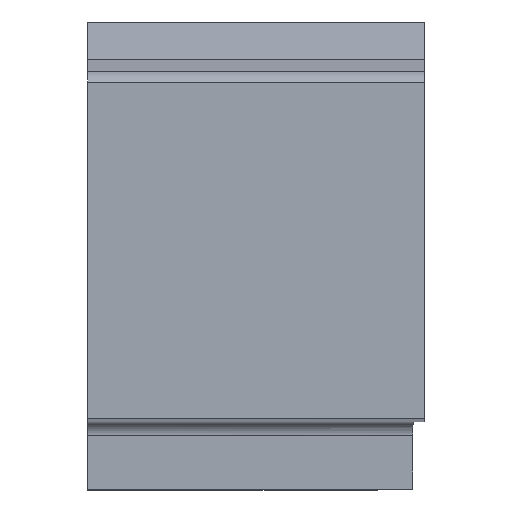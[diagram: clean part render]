
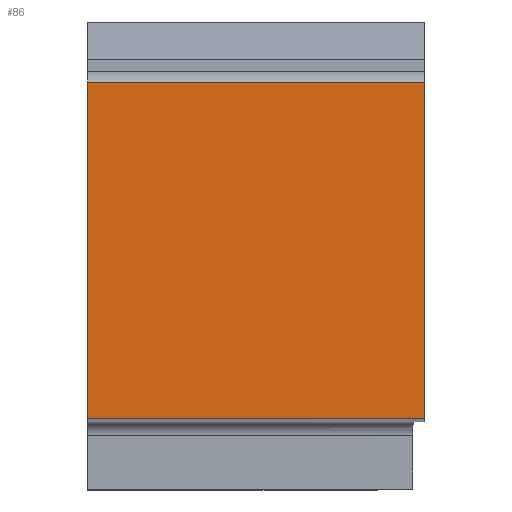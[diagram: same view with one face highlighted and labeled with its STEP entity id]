
A CAD part, top view. The second image highlights one B-rep face of the part: STEP entity #86.
In plain terms, the highlighted planar face has unit normal (0, 0, 1).
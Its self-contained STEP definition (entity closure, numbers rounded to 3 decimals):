
#86=ADVANCED_FACE('',(#157),#121,.F.);
#121=PLANE('',#998);
#157=FACE_OUTER_BOUND('',#203,.T.);
#203=EDGE_LOOP('',(#422,#423,#424,#425));
#422=ORIENTED_EDGE('',*,*,#700,.F.);
#423=ORIENTED_EDGE('',*,*,#698,.T.);
#424=ORIENTED_EDGE('',*,*,#703,.T.);
#425=ORIENTED_EDGE('',*,*,#602,.T.);
#519=VERTEX_POINT('',#1307);
#520=VERTEX_POINT('',#1309);
#595=VERTEX_POINT('',#1513);
#596=VERTEX_POINT('',#1515);
#602=EDGE_CURVE('',#520,#519,#728,.T.);
#698=EDGE_CURVE('',#596,#595,#784,.T.);
#700=EDGE_CURVE('',#596,#519,#786,.T.);
#703=EDGE_CURVE('',#595,#520,#789,.T.);
#728=LINE('',#1308,#814);
#784=LINE('',#1514,#870);
#786=LINE('',#1518,#872);
#789=LINE('',#1524,#875);
#814=VECTOR('',#1037,1.);
#870=VECTOR('',#1209,1.);
#872=VECTOR('',#1213,1.);
#875=VECTOR('',#1222,1.);
#998=AXIS2_PLACEMENT_3D('',#1525,#1223,#1224);
#1037=DIRECTION('',(0.,-1.,0.));
#1209=DIRECTION('',(0.,1.,0.));
#1213=DIRECTION('',(-1.,0.,0.));
#1222=DIRECTION('',(-1.,0.,0.));
#1223=DIRECTION('',(0.,0.,-1.));
#1224=DIRECTION('',(1.,0.,0.));
#1307=CARTESIAN_POINT('',(-20.,0.,0.));
#1308=CARTESIAN_POINT('',(-20.,20.,0.));
#1309=CARTESIAN_POINT('',(-20.,20.,0.));
#1513=CARTESIAN_POINT('',(0.,20.,0.));
#1514=CARTESIAN_POINT('',(0.,0.,0.));
#1515=CARTESIAN_POINT('',(0.,0.,0.));
#1518=CARTESIAN_POINT('',(0.,0.,0.));
#1524=CARTESIAN_POINT('',(0.,20.,0.));
#1525=CARTESIAN_POINT('',(-18.775,20.,0.));
